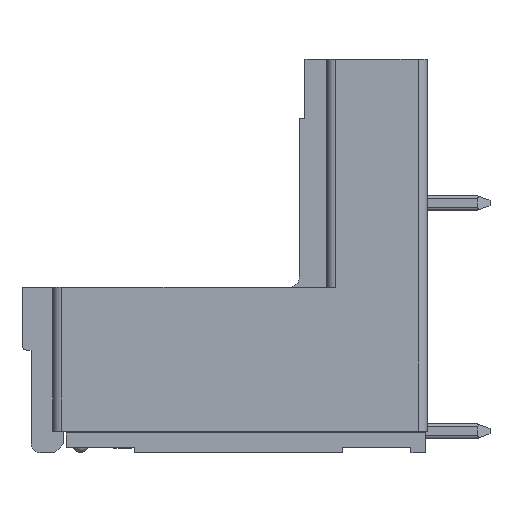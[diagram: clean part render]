
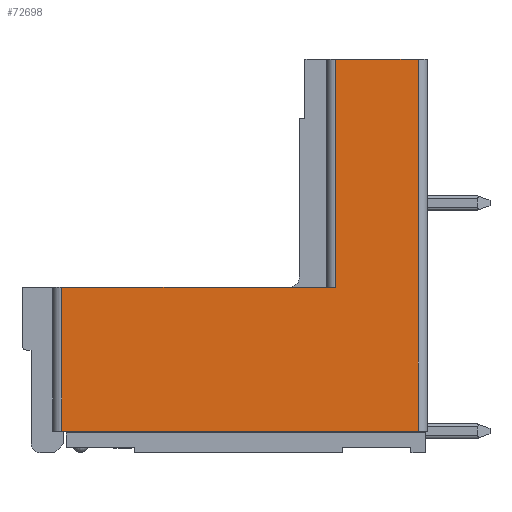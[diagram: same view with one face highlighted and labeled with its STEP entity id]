
A CAD part, left-side view. The second image highlights one B-rep face of the part: STEP entity #72698.
In plain terms, the highlighted planar face has unit normal (-1, 0, 0).
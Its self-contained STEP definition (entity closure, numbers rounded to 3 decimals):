
#68845=CARTESIAN_POINT('',(-24.728,-2.175,0.));
#68846=VERTEX_POINT('',#68845);
#68854=CARTESIAN_POINT('',(-24.728,16.586,0.));
#68855=VERTEX_POINT('',#68854);
#68856=CARTESIAN_POINT('',(-24.728,-2.175,0.));
#68857=DIRECTION('',(0.,1.,0.));
#68858=VECTOR('',#68857,18.761);
#68859=LINE('',#68856,#68858);
#68860=EDGE_CURVE('',#68846,#68855,#68859,.T.);
#69957=CARTESIAN_POINT('',(-24.728,-2.175,19.574));
#69958=VERTEX_POINT('',#69957);
#69959=CARTESIAN_POINT('',(-24.728,-2.175,19.574));
#69960=DIRECTION('',(0.,0.,-1.));
#69961=VECTOR('',#69960,19.574);
#69962=LINE('',#69959,#69961);
#69963=EDGE_CURVE('',#69958,#68846,#69962,.T.);
#72611=CARTESIAN_POINT('',(-24.728,2.175,7.565));
#72612=VERTEX_POINT('',#72611);
#72620=CARTESIAN_POINT('',(-24.728,2.175,19.574));
#72621=VERTEX_POINT('',#72620);
#72622=CARTESIAN_POINT('',(-24.728,2.175,7.565));
#72623=DIRECTION('',(0.,0.,1.));
#72624=VECTOR('',#72623,12.009);
#72625=LINE('',#72622,#72624);
#72626=EDGE_CURVE('',#72612,#72621,#72625,.T.);
#72668=CARTESIAN_POINT('',(-24.728,0.,0.));
#72669=DIRECTION('',(0.,0.,-1.));
#72670=DIRECTION('',(-1.,-0.,-0.));
#72671=AXIS2_PLACEMENT_3D('',#72668,#72670,#72669);
#72672=PLANE('',#72671);
#72673=CARTESIAN_POINT('',(-24.728,16.586,7.565));
#72674=VERTEX_POINT('',#72673);
#72675=CARTESIAN_POINT('',(-24.728,2.175,7.565));
#72676=DIRECTION('',(0.,1.,0.));
#72677=VECTOR('',#72676,14.411);
#72678=LINE('',#72675,#72677);
#72679=EDGE_CURVE('',#72612,#72674,#72678,.T.);
#72680=ORIENTED_EDGE('',*,*,#72679,.T.);
#72681=CARTESIAN_POINT('',(-24.728,16.586,7.565));
#72682=DIRECTION('',(0.,0.,-1.));
#72683=VECTOR('',#72682,7.565);
#72684=LINE('',#72681,#72683);
#72685=EDGE_CURVE('',#72674,#68855,#72684,.T.);
#72686=ORIENTED_EDGE('',*,*,#72685,.T.);
#72687=ORIENTED_EDGE('',*,*,#68860,.F.);
#72688=ORIENTED_EDGE('',*,*,#69963,.F.);
#72689=CARTESIAN_POINT('',(-24.728,-2.175,19.574));
#72690=DIRECTION('',(0.,1.,0.));
#72691=VECTOR('',#72690,4.35);
#72692=LINE('',#72689,#72691);
#72693=EDGE_CURVE('',#69958,#72621,#72692,.T.);
#72694=ORIENTED_EDGE('',*,*,#72693,.T.);
#72695=ORIENTED_EDGE('',*,*,#72626,.F.);
#72696=EDGE_LOOP('',(#72680,#72686,#72687,#72688,#72694,#72695));
#72697=FACE_OUTER_BOUND('',#72696,.T.);
#72698=ADVANCED_FACE('',(#72697),#72672,.T.);
